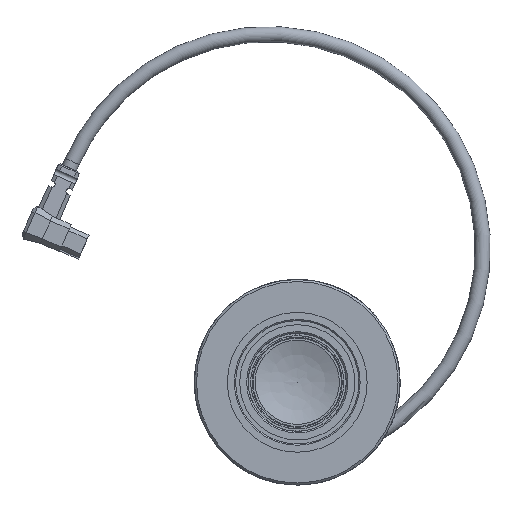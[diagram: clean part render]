
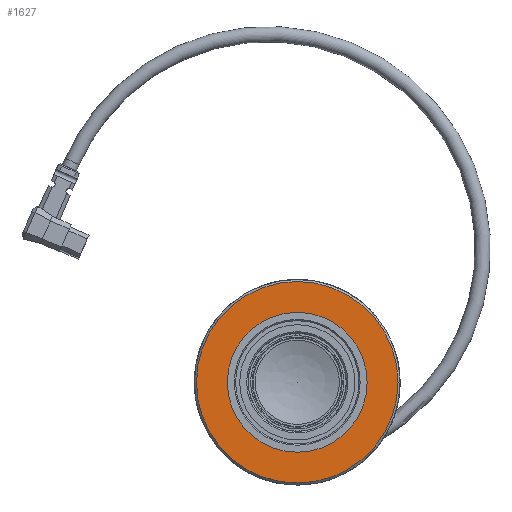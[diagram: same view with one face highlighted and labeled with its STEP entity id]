
A CAD part, left-side view. The second image highlights one B-rep face of the part: STEP entity #1627.
In plain terms, the highlighted planar face has unit normal (-1, 0, 0).
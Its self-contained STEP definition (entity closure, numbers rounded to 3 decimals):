
#1328=PLANE('',#11677);
#1627=ADVANCED_FACE('',(#3732,#3733),#1328,.F.);
#3732=FACE_BOUND('',#4143,.T.);
#3733=FACE_BOUND('',#4144,.T.);
#4143=EDGE_LOOP('',(#5021));
#4144=EDGE_LOOP('',(#5022));
#5021=ORIENTED_EDGE('',*,*,#9741,.F.);
#5022=ORIENTED_EDGE('',*,*,#9742,.T.);
#8373=VERTEX_POINT('',#15117);
#8374=VERTEX_POINT('',#15119);
#9741=EDGE_CURVE('',#8373,#8373,#11386,.T.);
#9742=EDGE_CURVE('',#8374,#8374,#11387,.T.);
#11386=CIRCLE('',#11675,15.7);
#11387=CIRCLE('',#11676,24.5);
#11675=AXIS2_PLACEMENT_3D('',#15116,#12618,#12619);
#11676=AXIS2_PLACEMENT_3D('',#15118,#12620,#12621);
#11677=AXIS2_PLACEMENT_3D('',#15120,#12622,#12623);
#12618=DIRECTION('',(-1.,0.,0.));
#12619=DIRECTION('',(0.,-0.866,0.5));
#12620=DIRECTION('',(-1.,0.,0.));
#12621=DIRECTION('',(0.,-0.866,0.5));
#12622=DIRECTION('',(1.,0.,0.));
#12623=DIRECTION('',(0.,0.866,-0.5));
#15116=CARTESIAN_POINT('',(-42.918,0.,0.));
#15117=CARTESIAN_POINT('',(-42.918,-13.597,7.85));
#15118=CARTESIAN_POINT('',(-42.918,0.,0.));
#15119=CARTESIAN_POINT('',(-42.918,-21.218,12.25));
#15120=CARTESIAN_POINT('',(-42.918,12.25,21.218));
